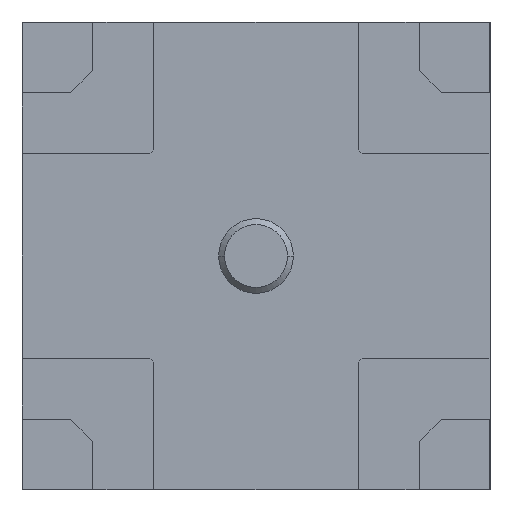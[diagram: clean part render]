
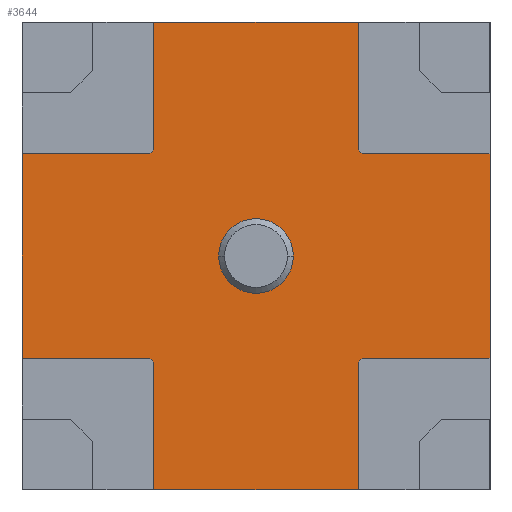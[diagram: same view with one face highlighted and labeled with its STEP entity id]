
A CAD part, left-side view. The second image highlights one B-rep face of the part: STEP entity #3644.
In plain terms, the highlighted planar face has unit normal (-1, 0, 0).
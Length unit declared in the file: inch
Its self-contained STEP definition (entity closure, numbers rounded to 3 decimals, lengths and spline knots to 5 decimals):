
#1103=DIRECTION('',(0.,0.,1.));
#1104=VECTOR('',#1103,0.104);
#1105=CARTESIAN_POINT('',(0.17495,0.11899,-0.052));
#1106=LINE('',#1105,#1104);
#1325=DIRECTION('',(0.,-1.,0.));
#1326=VECTOR('',#1325,0.104);
#1327=CARTESIAN_POINT('',(0.17495,0.05199,-0.119));
#1328=LINE('',#1327,#1326);
#1341=DIRECTION('',(0.,0.,1.));
#1342=VECTOR('',#1341,0.104);
#1343=CARTESIAN_POINT('',(0.17495,-0.11901,-0.052));
#1344=LINE('',#1343,#1342);
#1391=CARTESIAN_POINT('',(0.17495,-0.00001,0.));
#1392=DIRECTION('',(-1.,0.,0.));
#1393=DIRECTION('',(0.,-0.693,-0.721));
#1394=AXIS2_PLACEMENT_3D('',#1391,#1392,#1393);
#1396=DIRECTION('',(0.,0.,1.));
#1397=VECTOR('',#1396,0.06495);
#1398=CARTESIAN_POINT('',(0.17495,-0.05201,-0.119));
#1399=LINE('',#1398,#1397);
#1400=DIRECTION('',(0.,0.,-1.));
#1401=VECTOR('',#1400,0.06495);
#1402=CARTESIAN_POINT('',(0.17495,0.05199,-0.05405));
#1403=LINE('',#1402,#1401);
#1404=CARTESIAN_POINT('',(0.17495,-0.00001,0.));
#1405=DIRECTION('',(-1.,0.,0.));
#1406=DIRECTION('',(0.,0.721,-0.693));
#1407=AXIS2_PLACEMENT_3D('',#1404,#1405,#1406);
#1409=DIRECTION('',(0.,-1.,0.));
#1410=VECTOR('',#1409,0.06495);
#1411=CARTESIAN_POINT('',(0.17495,0.11899,-0.052));
#1412=LINE('',#1411,#1410);
#1413=DIRECTION('',(0.,1.,0.));
#1414=VECTOR('',#1413,0.06495);
#1415=CARTESIAN_POINT('',(0.17495,0.05404,0.052));
#1416=LINE('',#1415,#1414);
#1417=CARTESIAN_POINT('',(0.17495,-0.00001,0.));
#1418=DIRECTION('',(1.,0.,0.));
#1419=DIRECTION('',(0.,0.721,0.693));
#1420=AXIS2_PLACEMENT_3D('',#1417,#1418,#1419);
#1422=DIRECTION('',(0.,0.,-1.));
#1423=VECTOR('',#1422,0.06495);
#1424=CARTESIAN_POINT('',(0.17495,0.05199,0.119));
#1425=LINE('',#1424,#1423);
#1426=DIRECTION('',(0.,0.,1.));
#1427=VECTOR('',#1426,0.06495);
#1428=CARTESIAN_POINT('',(0.17495,-0.05201,0.05405));
#1429=LINE('',#1428,#1427);
#1430=CARTESIAN_POINT('',(0.17495,-0.00001,0.));
#1431=DIRECTION('',(1.,0.,0.));
#1432=DIRECTION('',(0.,-0.693,0.721));
#1433=AXIS2_PLACEMENT_3D('',#1430,#1431,#1432);
#1435=DIRECTION('',(0.,1.,0.));
#1436=VECTOR('',#1435,0.06495);
#1437=CARTESIAN_POINT('',(0.17495,-0.11901,0.052));
#1438=LINE('',#1437,#1436);
#1439=DIRECTION('',(0.,-1.,0.));
#1440=VECTOR('',#1439,0.06495);
#1441=CARTESIAN_POINT('',(0.17495,-0.05406,-0.052));
#1442=LINE('',#1441,#1440);
#1451=CARTESIAN_POINT('',(0.17495,-0.00001,0.));
#1452=DIRECTION('',(-1.,0.,0.));
#1453=DIRECTION('',(0.,1.,0.));
#1454=AXIS2_PLACEMENT_3D('',#1451,#1452,#1453);
#1456=CARTESIAN_POINT('',(0.17495,-0.00001,0.));
#1457=DIRECTION('',(1.,0.,0.));
#1458=DIRECTION('',(0.,1.,0.));
#1459=AXIS2_PLACEMENT_3D('',#1456,#1457,#1458);
#1523=DIRECTION('',(0.,-1.,0.));
#1524=VECTOR('',#1523,0.104);
#1525=CARTESIAN_POINT('',(0.17495,0.05199,0.119));
#1526=LINE('',#1525,#1524);
#1637=CARTESIAN_POINT('',(0.17495,0.01899,0.));
#1639=VERTEX_POINT('',#1637);
#1665=CARTESIAN_POINT('',(0.17495,-0.01901,0.));
#1667=VERTEX_POINT('',#1665);
#1680=CARTESIAN_POINT('',(0.17495,0.05404,0.052));
#1682=VERTEX_POINT('',#1680);
#1684=CARTESIAN_POINT('',(0.17495,-0.05406,-0.052));
#1686=VERTEX_POINT('',#1684);
#1687=CARTESIAN_POINT('',(0.17495,0.11899,-0.052));
#1688=CARTESIAN_POINT('',(0.17495,0.11899,0.052));
#1689=VERTEX_POINT('',#1687);
#1690=VERTEX_POINT('',#1688);
#1691=CARTESIAN_POINT('',(0.17495,-0.11901,-0.052));
#1692=CARTESIAN_POINT('',(0.17495,-0.11901,0.052));
#1693=VERTEX_POINT('',#1691);
#1694=VERTEX_POINT('',#1692);
#1696=CARTESIAN_POINT('',(0.17495,-0.05201,0.05405));
#1698=VERTEX_POINT('',#1696);
#1700=CARTESIAN_POINT('',(0.17495,0.05199,-0.05405));
#1702=VERTEX_POINT('',#1700);
#1703=CARTESIAN_POINT('',(0.17495,0.05199,-0.119));
#1704=CARTESIAN_POINT('',(0.17495,-0.05201,-0.119));
#1705=VERTEX_POINT('',#1703);
#1706=VERTEX_POINT('',#1704);
#1707=CARTESIAN_POINT('',(0.17495,0.05199,0.119));
#1708=CARTESIAN_POINT('',(0.17495,-0.05201,0.119));
#1709=VERTEX_POINT('',#1707);
#1710=VERTEX_POINT('',#1708);
#1715=CARTESIAN_POINT('',(0.17495,0.05199,0.05405));
#1716=VERTEX_POINT('',#1715);
#1717=CARTESIAN_POINT('',(0.17495,-0.05406,0.052));
#1718=VERTEX_POINT('',#1717);
#1723=CARTESIAN_POINT('',(0.17495,0.05404,-0.052));
#1724=VERTEX_POINT('',#1723);
#1725=CARTESIAN_POINT('',(0.17495,-0.05201,-0.05405));
#1726=VERTEX_POINT('',#1725);
#3606=CARTESIAN_POINT('',(0.17495,-0.00001,0.));
#3607=DIRECTION('',(1.,0.,0.));
#3608=DIRECTION('',(0.,-1.,0.));
#3609=AXIS2_PLACEMENT_3D('',#3606,#3607,#3608);
#3610=PLANE('',#3609);
#3611=ORIENTED_EDGE('',*,*,#3587,.F.);
#3613=ORIENTED_EDGE('',*,*,#3612,.F.);
#3614=ORIENTED_EDGE('',*,*,#3505,.F.);
#3615=ORIENTED_EDGE('',*,*,#3600,.F.);
#3616=ORIENTED_EDGE('',*,*,#3574,.F.);
#3618=ORIENTED_EDGE('',*,*,#3617,.F.);
#3619=ORIENTED_EDGE('',*,*,#3248,.T.);
#3621=ORIENTED_EDGE('',*,*,#3620,.F.);
#3623=ORIENTED_EDGE('',*,*,#3622,.T.);
#3625=ORIENTED_EDGE('',*,*,#3624,.F.);
#3627=ORIENTED_EDGE('',*,*,#3626,.T.);
#3629=ORIENTED_EDGE('',*,*,#3628,.F.);
#3631=ORIENTED_EDGE('',*,*,#3630,.T.);
#3633=ORIENTED_EDGE('',*,*,#3632,.F.);
#3634=ORIENTED_EDGE('',*,*,#3532,.F.);
#3635=ORIENTED_EDGE('',*,*,#3558,.F.);
#3636=EDGE_LOOP('',(#3611,#3613,#3614,#3615,#3616,#3618,#3619,#3621,#3623,#3625,
#3627,#3629,#3631,#3633,#3634,#3635));
#3637=FACE_OUTER_BOUND('',#3636,.F.);
#3639=ORIENTED_EDGE('',*,*,#3638,.T.);
#3641=ORIENTED_EDGE('',*,*,#3640,.F.);
#3642=EDGE_LOOP('',(#3639,#3641));
#3643=FACE_BOUND('',#3642,.F.);
#3644=ADVANCED_FACE('',(#3637,#3643),#3610,.F.);
#1395=CIRCLE('',#1394,0.075);
#1408=CIRCLE('',#1407,0.075);
#1421=CIRCLE('',#1420,0.075);
#1434=CIRCLE('',#1433,0.075);
#1455=CIRCLE('',#1454,0.019);
#1460=CIRCLE('',#1459,0.019);
#3248=EDGE_CURVE('',#1689,#1690,#1106,.T.);
#3505=EDGE_CURVE('',#1705,#1706,#1328,.T.);
#3532=EDGE_CURVE('',#1693,#1694,#1344,.T.);
#3558=EDGE_CURVE('',#1686,#1693,#1442,.T.);
#3574=EDGE_CURVE('',#1724,#1702,#1408,.T.);
#3587=EDGE_CURVE('',#1726,#1686,#1395,.T.);
#3600=EDGE_CURVE('',#1702,#1705,#1403,.T.);
#3612=EDGE_CURVE('',#1706,#1726,#1399,.T.);
#3617=EDGE_CURVE('',#1689,#1724,#1412,.T.);
#3620=EDGE_CURVE('',#1682,#1690,#1416,.T.);
#3622=EDGE_CURVE('',#1682,#1716,#1421,.T.);
#3624=EDGE_CURVE('',#1709,#1716,#1425,.T.);
#3626=EDGE_CURVE('',#1709,#1710,#1526,.T.);
#3628=EDGE_CURVE('',#1698,#1710,#1429,.T.);
#3630=EDGE_CURVE('',#1698,#1718,#1434,.T.);
#3632=EDGE_CURVE('',#1694,#1718,#1438,.T.);
#3638=EDGE_CURVE('',#1639,#1667,#1455,.T.);
#3640=EDGE_CURVE('',#1639,#1667,#1460,.T.);
